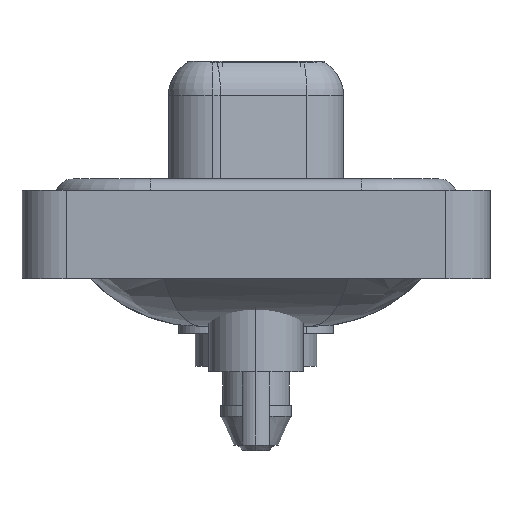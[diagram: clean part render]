
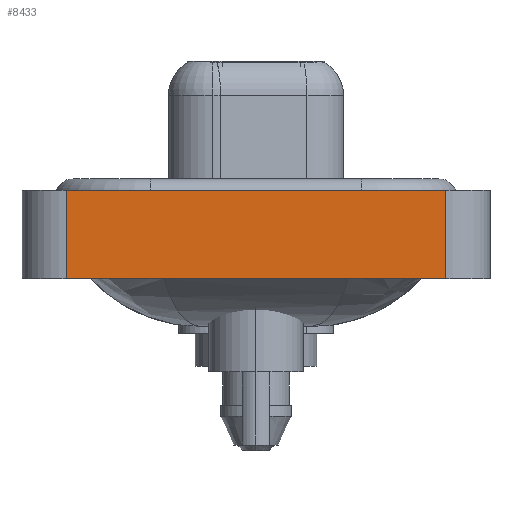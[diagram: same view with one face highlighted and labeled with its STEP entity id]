
A CAD part, left-side view. The second image highlights one B-rep face of the part: STEP entity #8433.
In plain terms, the highlighted planar face has unit normal (-1, 0, 0).
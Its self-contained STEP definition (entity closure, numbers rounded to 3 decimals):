
#68 = PLANE ( 'NONE',  #13022 ) ;
#79 = VECTOR ( 'NONE', #11347, 1000. ) ;
#739 = ORIENTED_EDGE ( 'NONE', *, *, #14497, .F. ) ;
#1049 = DIRECTION ( 'NONE',  ( 0., 0., 1. ) ) ;
#1855 = CARTESIAN_POINT ( 'NONE',  ( -7.35, 8.55, 0.4 ) ) ;
#2671 = CARTESIAN_POINT ( 'NONE',  ( -7.35, -8.55, 0.4 ) ) ;
#2680 = ORIENTED_EDGE ( 'NONE', *, *, #13928, .F. ) ;
#2742 = CARTESIAN_POINT ( 'NONE',  ( -7.35, -8.55, 0.4 ) ) ;
#4145 = EDGE_CURVE ( 'NONE', #8037, #7098, #13878, .T. ) ;
#4594 = VECTOR ( 'NONE', #9589, 1000. ) ;
#5041 = VERTEX_POINT ( 'NONE', #1855 ) ;
#5391 = DIRECTION ( 'NONE',  ( 0., 0., 1. ) ) ;
#5442 = LINE ( 'NONE', #5613, #13837 ) ;
#5613 = CARTESIAN_POINT ( 'NONE',  ( -7.35, -8.55, -3.6 ) ) ;
#6532 = DIRECTION ( 'NONE',  ( -1., 0., 0. ) ) ;
#7098 = VERTEX_POINT ( 'NONE', #2742 ) ;
#7773 = LINE ( 'NONE', #13027, #9910 ) ;
#8037 = VERTEX_POINT ( 'NONE', #10846 ) ;
#8433 = ADVANCED_FACE ( 'NONE', ( #9255 ), #68, .T. ) ;
#8741 = CARTESIAN_POINT ( 'NONE',  ( -7.35, -8.55, -3.6 ) ) ;
#8784 = VERTEX_POINT ( 'NONE', #11242 ) ;
#9255 = FACE_OUTER_BOUND ( 'NONE', #14900, .T. ) ;
#9589 = DIRECTION ( 'NONE',  ( 0., -1., 0. ) ) ;
#9910 = VECTOR ( 'NONE', #1049, 1000. ) ;
#10440 = ORIENTED_EDGE ( 'NONE', *, *, #15000, .T. ) ;
#10846 = CARTESIAN_POINT ( 'NONE',  ( -7.35, -8.55, -3.6 ) ) ;
#11242 = CARTESIAN_POINT ( 'NONE',  ( -7.35, 8.55, -3.6 ) ) ;
#11347 = DIRECTION ( 'NONE',  ( 0., 0., 1. ) ) ;
#13022 = AXIS2_PLACEMENT_3D ( 'NONE', #14414, #6532, #5391 ) ;
#13027 = CARTESIAN_POINT ( 'NONE',  ( -7.35, 8.55, -3.6 ) ) ;
#13837 = VECTOR ( 'NONE', #16185, 1000. ) ;
#13878 = LINE ( 'NONE', #8741, #79 ) ;
#13928 = EDGE_CURVE ( 'NONE', #8784, #5041, #7773, .T. ) ;
#14414 = CARTESIAN_POINT ( 'NONE',  ( -7.35, -8.55, -3.6 ) ) ;
#14497 = EDGE_CURVE ( 'NONE', #5041, #7098, #14902, .T. ) ;
#14900 = EDGE_LOOP ( 'NONE', ( #16294, #739, #2680, #10440 ) ) ;
#14902 = LINE ( 'NONE', #2671, #4594 ) ;
#15000 = EDGE_CURVE ( 'NONE', #8784, #8037, #5442, .T. ) ;
#16185 = DIRECTION ( 'NONE',  ( 0., -1., 0. ) ) ;
#16294 = ORIENTED_EDGE ( 'NONE', *, *, #4145, .T. ) ;
